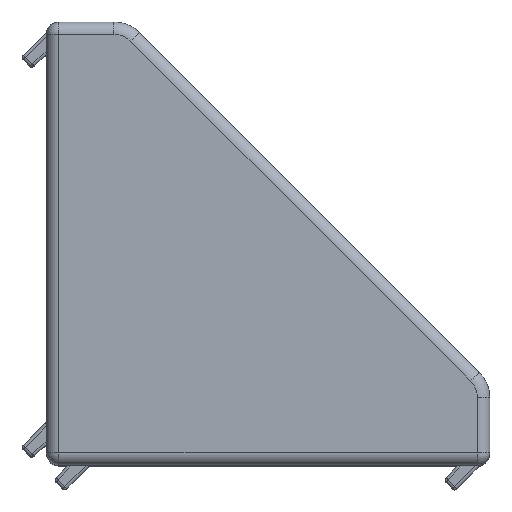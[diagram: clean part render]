
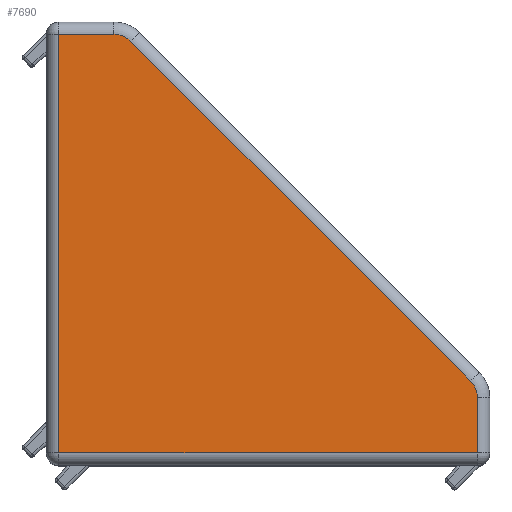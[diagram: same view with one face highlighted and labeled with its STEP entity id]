
A CAD part, top view. The second image highlights one B-rep face of the part: STEP entity #7690.
In plain terms, the highlighted planar face has unit normal (0, 0, 1).
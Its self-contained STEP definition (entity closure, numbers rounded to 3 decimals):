
#214 = AXIS2_PLACEMENT_3D ( 'NONE', #9626, #4100, #13853 ) ;
#393 = AXIS2_PLACEMENT_3D ( 'NONE', #7251, #17049, #8655 ) ;
#398 = EDGE_LOOP ( 'NONE', ( #9767, #13705, #11601, #13997, #4055, #16673, #6647 ) ) ;
#399 = EDGE_CURVE ( 'NONE', #4912, #14314, #3161, .T. ) ;
#988 = DIRECTION ( 'NONE',  ( 1., 0., 0. ) ) ;
#1424 = LINE ( 'NONE', #11493, #15828 ) ;
#1435 = CARTESIAN_POINT ( 'NONE',  ( 1.2, 41.8, 43. ) ) ;
#3161 = CIRCLE ( 'NONE', #4849, 2.3 ) ;
#3431 = CARTESIAN_POINT ( 'NONE',  ( 6.55, 39.5, 43. ) ) ;
#4055 = ORIENTED_EDGE ( 'NONE', *, *, #12784, .T. ) ;
#4100 = DIRECTION ( 'NONE',  ( 0., 0., 1. ) ) ;
#4849 = AXIS2_PLACEMENT_3D ( 'NONE', #3431, #13183, #10289 ) ;
#4912 = VERTEX_POINT ( 'NONE', #14591 ) ;
#5623 = VECTOR ( 'NONE', #14412, 1000. ) ;
#6093 = CARTESIAN_POINT ( 'NONE',  ( 41.8, 6.55, 43. ) ) ;
#6562 = EDGE_CURVE ( 'NONE', #15337, #15146, #1424, .T. ) ;
#6647 = ORIENTED_EDGE ( 'NONE', *, *, #14143, .T. ) ;
#6824 = VERTEX_POINT ( 'NONE', #13458 ) ;
#6898 = CARTESIAN_POINT ( 'NONE',  ( 8.177, 41.126, 43. ) ) ;
#6970 = LINE ( 'NONE', #6898, #17729 ) ;
#7251 = CARTESIAN_POINT ( 'NONE',  ( 39.5, 6.55, 43. ) ) ;
#7329 = DIRECTION ( 'NONE',  ( 0., -1., 0. ) ) ;
#7690 = ADVANCED_FACE ( 'NONE', ( #11409 ), #12434, .T. ) ;
#8133 = CARTESIAN_POINT ( 'NONE',  ( 41.8, 1.2, 43. ) ) ;
#8646 = CARTESIAN_POINT ( 'NONE',  ( 6.55, 41.8, 43. ) ) ;
#8655 = DIRECTION ( 'NONE',  ( 1., 0., 0. ) ) ;
#8933 = CARTESIAN_POINT ( 'NONE',  ( 1.2, 1.2, 43. ) ) ;
#9207 = VECTOR ( 'NONE', #15877, 1000. ) ;
#9361 = LINE ( 'NONE', #15750, #5623 ) ;
#9626 = CARTESIAN_POINT ( 'NONE',  ( 43., 0., 43. ) ) ;
#9767 = ORIENTED_EDGE ( 'NONE', *, *, #6562, .T. ) ;
#10289 = DIRECTION ( 'NONE',  ( 1., 0., 0. ) ) ;
#11409 = FACE_OUTER_BOUND ( 'NONE', #398, .T. ) ;
#11493 = CARTESIAN_POINT ( 'NONE',  ( 1.2, 0., 43. ) ) ;
#11597 = LINE ( 'NONE', #15066, #12043 ) ;
#11601 = ORIENTED_EDGE ( 'NONE', *, *, #11823, .T. ) ;
#11715 = EDGE_CURVE ( 'NONE', #17792, #6824, #17964, .T. ) ;
#11823 = EDGE_CURVE ( 'NONE', #12479, #17792, #12909, .T. ) ;
#11937 = EDGE_CURVE ( 'NONE', #15146, #12479, #11597, .T. ) ;
#12043 = VECTOR ( 'NONE', #988, 1000. ) ;
#12434 = PLANE ( 'NONE',  #214 ) ;
#12479 = VERTEX_POINT ( 'NONE', #8133 ) ;
#12784 = EDGE_CURVE ( 'NONE', #6824, #4912, #6970, .T. ) ;
#12909 = LINE ( 'NONE', #6093, #9207 ) ;
#13183 = DIRECTION ( 'NONE',  ( 0., 0., 1. ) ) ;
#13458 = CARTESIAN_POINT ( 'NONE',  ( 41.126, 8.177, 43. ) ) ;
#13705 = ORIENTED_EDGE ( 'NONE', *, *, #11937, .T. ) ;
#13853 = DIRECTION ( 'NONE',  ( 1., 0., 0. ) ) ;
#13997 = ORIENTED_EDGE ( 'NONE', *, *, #11715, .T. ) ;
#14143 = EDGE_CURVE ( 'NONE', #14314, #15337, #9361, .T. ) ;
#14314 = VERTEX_POINT ( 'NONE', #8646 ) ;
#14412 = DIRECTION ( 'NONE',  ( -1., 0., 0. ) ) ;
#14459 = CARTESIAN_POINT ( 'NONE',  ( 41.8, 6.55, 43. ) ) ;
#14591 = CARTESIAN_POINT ( 'NONE',  ( 8.177, 41.126, 43. ) ) ;
#15066 = CARTESIAN_POINT ( 'NONE',  ( 43., 1.2, 43. ) ) ;
#15146 = VERTEX_POINT ( 'NONE', #8933 ) ;
#15337 = VERTEX_POINT ( 'NONE', #1435 ) ;
#15750 = CARTESIAN_POINT ( 'NONE',  ( 0., 41.8, 43. ) ) ;
#15828 = VECTOR ( 'NONE', #7329, 1000. ) ;
#15877 = DIRECTION ( 'NONE',  ( 0., 1., 0. ) ) ;
#16673 = ORIENTED_EDGE ( 'NONE', *, *, #399, .T. ) ;
#16702 = DIRECTION ( 'NONE',  ( -0.707, 0.707, 0. ) ) ;
#17049 = DIRECTION ( 'NONE',  ( 0., 0., 1. ) ) ;
#17729 = VECTOR ( 'NONE', #16702, 1000. ) ;
#17792 = VERTEX_POINT ( 'NONE', #14459 ) ;
#17964 = CIRCLE ( 'NONE', #393, 2.3 ) ;
